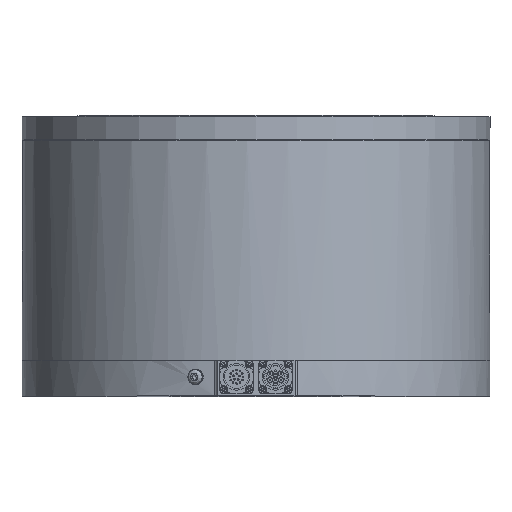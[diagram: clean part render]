
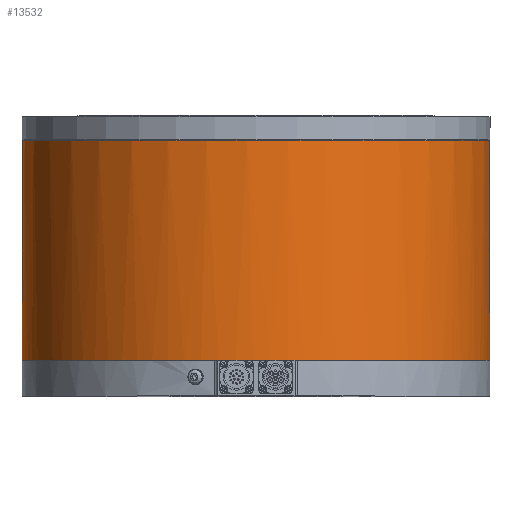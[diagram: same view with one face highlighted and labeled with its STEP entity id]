
A CAD part, top view. The second image highlights one B-rep face of the part: STEP entity #13532.
In plain terms, the highlighted cylindrical face has radius 149.75 mm (diameter 299.5 mm), a full revolution.
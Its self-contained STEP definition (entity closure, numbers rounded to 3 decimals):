
#285 = CIRCLE ( 'NONE', #9769, 149.75 ) ;
#692 = VERTEX_POINT ( 'NONE', #18802 ) ;
#1323 = VERTEX_POINT ( 'NONE', #19179 ) ;
#2432 = DIRECTION ( 'NONE',  ( 1., 0., 0. ) ) ;
#2466 = DIRECTION ( 'NONE',  ( 0., 1., 0. ) ) ;
#2518 = CARTESIAN_POINT ( 'NONE',  ( 0., -66., 0. ) ) ;
#3176 = EDGE_LOOP ( 'NONE', ( #25084 ) ) ;
#5334 = EDGE_CURVE ( 'NONE', #1323, #1323, #285, .T. ) ;
#6386 = EDGE_CURVE ( 'NONE', #692, #692, #19610, .T. ) ;
#6898 = AXIS2_PLACEMENT_3D ( 'NONE', #21566, #21572, #21546 ) ;
#9769 = AXIS2_PLACEMENT_3D ( 'NONE', #2518, #2466, #2432 ) ;
#11853 = FACE_OUTER_BOUND ( 'NONE', #15720, .T. ) ;
#12051 = CYLINDRICAL_SURFACE ( 'NONE', #18164, 149.75 ) ;
#13532 = ADVANCED_FACE ( 'NONE', ( #11853, #16551 ), #12051, .T. ) ;
#15720 = EDGE_LOOP ( 'NONE', ( #22245 ) ) ;
#16551 = FACE_OUTER_BOUND ( 'NONE', #3176, .T. ) ;
#18164 = AXIS2_PLACEMENT_3D ( 'NONE', #22680, #22453, #22589 ) ;
#18802 = CARTESIAN_POINT ( 'NONE',  ( 20.371, 75., 148.358 ) ) ;
#19179 = CARTESIAN_POINT ( 'NONE',  ( 149.75, -66., 0. ) ) ;
#19610 = CIRCLE ( 'NONE', #6898, 149.75 ) ;
#21546 = DIRECTION ( 'NONE',  ( 0.136, 0., 0.991 ) ) ;
#21566 = CARTESIAN_POINT ( 'NONE',  ( 0., 75., 0. ) ) ;
#21572 = DIRECTION ( 'NONE',  ( 0., 1., 0. ) ) ;
#22245 = ORIENTED_EDGE ( 'NONE', *, *, #5334, .T. ) ;
#22453 = DIRECTION ( 'NONE',  ( 0., 1., 0. ) ) ;
#22589 = DIRECTION ( 'NONE',  ( 0.136, 0., 0.991 ) ) ;
#22680 = CARTESIAN_POINT ( 'NONE',  ( 0., 202.452, 0. ) ) ;
#25084 = ORIENTED_EDGE ( 'NONE', *, *, #6386, .F. ) ;
